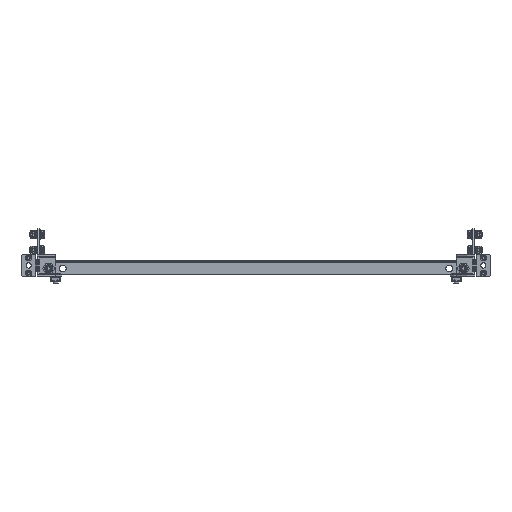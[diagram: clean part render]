
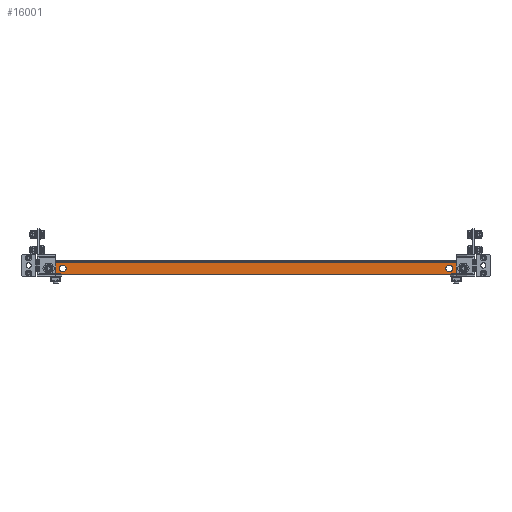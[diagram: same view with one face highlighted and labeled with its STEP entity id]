
A CAD part, front view. The second image highlights one B-rep face of the part: STEP entity #16001.
In plain terms, the highlighted planar face has unit normal (0, -1, 0).
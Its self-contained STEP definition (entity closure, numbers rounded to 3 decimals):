
#176 = DIRECTION ( 'NONE',  ( 0., 0., -1. ) ) ;
#221 = AXIS2_PLACEMENT_3D ( 'NONE', #17673, #18950, #12536 ) ;
#253 = ORIENTED_EDGE ( 'NONE', *, *, #13987, .T. ) ;
#757 = CARTESIAN_POINT ( 'NONE',  ( 335., -848., -11.5 ) ) ;
#942 = AXIS2_PLACEMENT_3D ( 'NONE', #3322, #17971, #19573 ) ;
#1018 = VECTOR ( 'NONE', #15126, 1000. ) ;
#1247 = CARTESIAN_POINT ( 'NONE',  ( 312.5, -848., -11.5 ) ) ;
#1749 = EDGE_CURVE ( 'NONE', #14781, #2518, #14024, .T. ) ;
#1824 = LINE ( 'NONE', #12671, #3344 ) ;
#1982 = CARTESIAN_POINT ( 'NONE',  ( 312.5, -848., -6. ) ) ;
#2055 = EDGE_LOOP ( 'NONE', ( #18721, #19596 ) ) ;
#2442 = CARTESIAN_POINT ( 'NONE',  ( -312.5, -848., -17. ) ) ;
#2444 = CARTESIAN_POINT ( 'NONE',  ( -312.5, -848., -11.5 ) ) ;
#2518 = VERTEX_POINT ( 'NONE', #3067 ) ;
#2559 = CIRCLE ( 'NONE', #8104, 5.5 ) ;
#2603 = EDGE_CURVE ( 'NONE', #6952, #16406, #2559, .T. ) ;
#2896 = FACE_BOUND ( 'NONE', #17109, .T. ) ;
#3067 = CARTESIAN_POINT ( 'NONE',  ( -312.5, -848., -6. ) ) ;
#3201 = CIRCLE ( 'NONE', #221, 5.5 ) ;
#3322 = CARTESIAN_POINT ( 'NONE',  ( -335., -848., -11.5 ) ) ;
#3344 = VECTOR ( 'NONE', #6168, 1000. ) ;
#3351 = CARTESIAN_POINT ( 'NONE',  ( 335., -848., -11.5 ) ) ;
#3674 = ORIENTED_EDGE ( 'NONE', *, *, #20855, .F. ) ;
#3833 = DIRECTION ( 'NONE',  ( 0., 1., 0. ) ) ;
#5035 = CARTESIAN_POINT ( 'NONE',  ( -335., -848., -6. ) ) ;
#5181 = CARTESIAN_POINT ( 'NONE',  ( -349.5, -848., -21. ) ) ;
#5541 = LINE ( 'NONE', #5916, #10425 ) ;
#5743 = VERTEX_POINT ( 'NONE', #10023 ) ;
#5909 = EDGE_CURVE ( 'NONE', #19764, #10096, #10816, .T. ) ;
#5916 = CARTESIAN_POINT ( 'NONE',  ( 349.5, -848., -2. ) ) ;
#5992 = DIRECTION ( 'NONE',  ( 0., 1., 0. ) ) ;
#6168 = DIRECTION ( 'NONE',  ( 0., 0., -1. ) ) ;
#6255 = EDGE_CURVE ( 'NONE', #17711, #10228, #3201, .T. ) ;
#6350 = DIRECTION ( 'NONE',  ( 0., 0., 1. ) ) ;
#6516 = DIRECTION ( 'NONE',  ( 0., 0., -1. ) ) ;
#6595 = VERTEX_POINT ( 'NONE', #11329 ) ;
#6628 = CARTESIAN_POINT ( 'NONE',  ( -335., -848., -17. ) ) ;
#6853 = DIRECTION ( 'NONE',  ( 0., -1., 0. ) ) ;
#6925 = DIRECTION ( 'NONE',  ( 0., 0., 1. ) ) ;
#6952 = VERTEX_POINT ( 'NONE', #14807 ) ;
#6989 = CIRCLE ( 'NONE', #20016, 5.5 ) ;
#7406 = VERTEX_POINT ( 'NONE', #11831 ) ;
#7475 = EDGE_CURVE ( 'NONE', #20750, #7406, #1824, .T. ) ;
#7645 = EDGE_CURVE ( 'NONE', #6595, #15437, #14652, .T. ) ;
#7962 = ORIENTED_EDGE ( 'NONE', *, *, #8487, .F. ) ;
#7986 = CARTESIAN_POINT ( 'NONE',  ( -342.146, -848., -16. ) ) ;
#8063 = ORIENTED_EDGE ( 'NONE', *, *, #6255, .T. ) ;
#8104 = AXIS2_PLACEMENT_3D ( 'NONE', #3351, #3833, #176 ) ;
#8133 = LINE ( 'NONE', #5181, #1018 ) ;
#8309 = CARTESIAN_POINT ( 'NONE',  ( 335., -848., -6. ) ) ;
#8487 = EDGE_CURVE ( 'NONE', #10096, #19764, #10283, .T. ) ;
#8835 = ORIENTED_EDGE ( 'NONE', *, *, #7645, .T. ) ;
#8945 = AXIS2_PLACEMENT_3D ( 'NONE', #1247, #5992, #9123 ) ;
#8986 = DIRECTION ( 'NONE',  ( 0., 0., -1. ) ) ;
#9123 = DIRECTION ( 'NONE',  ( 0., 0., -1. ) ) ;
#9452 = PLANE ( 'NONE',  #15610 ) ;
#9621 = EDGE_LOOP ( 'NONE', ( #7962, #17553 ) ) ;
#9689 = DIRECTION ( 'NONE',  ( 0., -1., 0. ) ) ;
#9913 = ORIENTED_EDGE ( 'NONE', *, *, #12379, .T. ) ;
#10023 = CARTESIAN_POINT ( 'NONE',  ( -342.146, -848., -21. ) ) ;
#10096 = VERTEX_POINT ( 'NONE', #6628 ) ;
#10209 = EDGE_LOOP ( 'NONE', ( #10848, #8835, #3674, #20582, #15027, #9913 ) ) ;
#10228 = VERTEX_POINT ( 'NONE', #1982 ) ;
#10281 = CIRCLE ( 'NONE', #8945, 5.5 ) ;
#10283 = CIRCLE ( 'NONE', #942, 5.5 ) ;
#10425 = VECTOR ( 'NONE', #18777, 1000. ) ;
#10816 = CIRCLE ( 'NONE', #11589, 5.5 ) ;
#10848 = ORIENTED_EDGE ( 'NONE', *, *, #15107, .T. ) ;
#11329 = CARTESIAN_POINT ( 'NONE',  ( 342.146, -848., -21. ) ) ;
#11382 = FACE_BOUND ( 'NONE', #9621, .T. ) ;
#11589 = AXIS2_PLACEMENT_3D ( 'NONE', #16565, #6853, #13144 ) ;
#11625 = AXIS2_PLACEMENT_3D ( 'NONE', #11983, #18411, #6925 ) ;
#11831 = CARTESIAN_POINT ( 'NONE',  ( -347.146, -848., -16. ) ) ;
#11983 = CARTESIAN_POINT ( 'NONE',  ( 342.146, -848., -16. ) ) ;
#12347 = EDGE_CURVE ( 'NONE', #2518, #14781, #6989, .T. ) ;
#12379 = EDGE_CURVE ( 'NONE', #7406, #5743, #15355, .T. ) ;
#12471 = CARTESIAN_POINT ( 'NONE',  ( 347.146, -848., -16. ) ) ;
#12536 = DIRECTION ( 'NONE',  ( 0., 0., -1. ) ) ;
#12559 = DIRECTION ( 'NONE',  ( 0., 0., -1. ) ) ;
#12671 = CARTESIAN_POINT ( 'NONE',  ( -347.146, -848., 0. ) ) ;
#13101 = AXIS2_PLACEMENT_3D ( 'NONE', #757, #18786, #8986 ) ;
#13144 = DIRECTION ( 'NONE',  ( 0., 0., -1. ) ) ;
#13499 = CARTESIAN_POINT ( 'NONE',  ( 312.5, -848., -17. ) ) ;
#13771 = VERTEX_POINT ( 'NONE', #14948 ) ;
#13987 = EDGE_CURVE ( 'NONE', #16406, #6952, #14749, .T. ) ;
#14024 = CIRCLE ( 'NONE', #19214, 5.5 ) ;
#14068 = CARTESIAN_POINT ( 'NONE',  ( 347.146, -848., 0. ) ) ;
#14171 = EDGE_LOOP ( 'NONE', ( #8063, #19666 ) ) ;
#14289 = DIRECTION ( 'NONE',  ( 0., 0., 1. ) ) ;
#14440 = FACE_OUTER_BOUND ( 'NONE', #10209, .T. ) ;
#14652 = CIRCLE ( 'NONE', #11625, 5. ) ;
#14749 = CIRCLE ( 'NONE', #13101, 5.5 ) ;
#14779 = EDGE_CURVE ( 'NONE', #20750, #13771, #5541, .T. ) ;
#14781 = VERTEX_POINT ( 'NONE', #2442 ) ;
#14807 = CARTESIAN_POINT ( 'NONE',  ( 335., -848., -17. ) ) ;
#14948 = CARTESIAN_POINT ( 'NONE',  ( 347.146, -848., -2. ) ) ;
#15027 = ORIENTED_EDGE ( 'NONE', *, *, #7475, .T. ) ;
#15107 = EDGE_CURVE ( 'NONE', #5743, #6595, #8133, .T. ) ;
#15126 = DIRECTION ( 'NONE',  ( 1., 0., 0. ) ) ;
#15328 = FACE_BOUND ( 'NONE', #14171, .T. ) ;
#15355 = CIRCLE ( 'NONE', #18935, 5. ) ;
#15437 = VERTEX_POINT ( 'NONE', #12471 ) ;
#15438 = DIRECTION ( 'NONE',  ( 0., -1., 0. ) ) ;
#15610 = AXIS2_PLACEMENT_3D ( 'NONE', #19325, #19384, #14289 ) ;
#15981 = FACE_BOUND ( 'NONE', #2055, .T. ) ;
#16001 = ADVANCED_FACE ( 'NONE', ( #2896, #15328, #11382, #15981, #14440 ), #9452, .F. ) ;
#16406 = VERTEX_POINT ( 'NONE', #8309 ) ;
#16443 = CARTESIAN_POINT ( 'NONE',  ( -312.5, -848., -11.5 ) ) ;
#16565 = CARTESIAN_POINT ( 'NONE',  ( -335., -848., -11.5 ) ) ;
#17109 = EDGE_LOOP ( 'NONE', ( #19335, #253 ) ) ;
#17151 = DIRECTION ( 'NONE',  ( 0., 0., -1. ) ) ;
#17553 = ORIENTED_EDGE ( 'NONE', *, *, #5909, .F. ) ;
#17673 = CARTESIAN_POINT ( 'NONE',  ( 312.5, -848., -11.5 ) ) ;
#17711 = VERTEX_POINT ( 'NONE', #13499 ) ;
#17971 = DIRECTION ( 'NONE',  ( 0., -1., 0. ) ) ;
#18056 = EDGE_CURVE ( 'NONE', #10228, #17711, #10281, .T. ) ;
#18411 = DIRECTION ( 'NONE',  ( 0., -1., 0. ) ) ;
#18566 = CARTESIAN_POINT ( 'NONE',  ( -347.146, -848., -2. ) ) ;
#18721 = ORIENTED_EDGE ( 'NONE', *, *, #1749, .F. ) ;
#18777 = DIRECTION ( 'NONE',  ( 1., 0., 0. ) ) ;
#18786 = DIRECTION ( 'NONE',  ( 0., 1., 0. ) ) ;
#18935 = AXIS2_PLACEMENT_3D ( 'NONE', #7986, #19334, #6350 ) ;
#18950 = DIRECTION ( 'NONE',  ( 0., 1., 0. ) ) ;
#19096 = LINE ( 'NONE', #14068, #20601 ) ;
#19214 = AXIS2_PLACEMENT_3D ( 'NONE', #16443, #9689, #6516 ) ;
#19325 = CARTESIAN_POINT ( 'NONE',  ( -349.5, -848., 0. ) ) ;
#19334 = DIRECTION ( 'NONE',  ( 0., -1., 0. ) ) ;
#19335 = ORIENTED_EDGE ( 'NONE', *, *, #2603, .T. ) ;
#19384 = DIRECTION ( 'NONE',  ( 0., 1., 0. ) ) ;
#19573 = DIRECTION ( 'NONE',  ( 0., 0., -1. ) ) ;
#19596 = ORIENTED_EDGE ( 'NONE', *, *, #12347, .F. ) ;
#19666 = ORIENTED_EDGE ( 'NONE', *, *, #18056, .T. ) ;
#19764 = VERTEX_POINT ( 'NONE', #5035 ) ;
#20016 = AXIS2_PLACEMENT_3D ( 'NONE', #2444, #15438, #17151 ) ;
#20582 = ORIENTED_EDGE ( 'NONE', *, *, #14779, .F. ) ;
#20601 = VECTOR ( 'NONE', #12559, 1000. ) ;
#20750 = VERTEX_POINT ( 'NONE', #18566 ) ;
#20855 = EDGE_CURVE ( 'NONE', #13771, #15437, #19096, .T. ) ;
